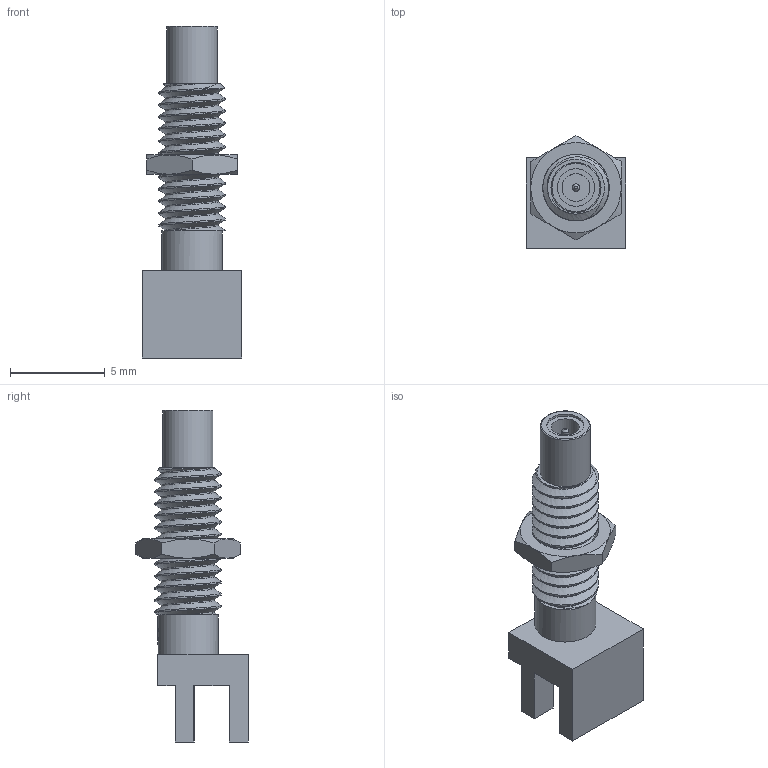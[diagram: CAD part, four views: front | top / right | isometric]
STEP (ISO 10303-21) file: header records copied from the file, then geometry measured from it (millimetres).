
FILE_DESCRIPTION (( 'STEP AP203' ), '1' );
FILE_NAME ('2467-000-G91P-010_3D.step', '2021-09-10T04:27:17', ( '' ), ( '' ), 'SwSTEP 2.0', 'SolidWorks 2021', '' );
FILE_SCHEMA (( 'CONFIG_CONTROL_DESIGN' ));
Length unit declared in the file: inch
Products named in the file (1): 2467-000-G91P-010_3D
Bounding box: 5.26 x 5.94 x 17.53 mm (x, y, z)
Volume: 164.9 mm3; surface area: 393.6 mm2
Topology: 2 solids, 2 shells, 67 faces, 149 edges, 92 vertices
Faces by surface type: plane 32, cone 16, cylinder 12, bspline 6, torus 1
Full cylindrical faces by diameter (mm): 0.381 x1, 0.66 x1, 1.473 x1, 1.981 x1, 2.032 x1, 2.642 x1, 3.2 x1
Entity records: 4189 total; most frequent: CARTESIAN_POINT 2780, ORIENTED_EDGE 272, DIRECTION 252, EDGE_CURVE 136, AXIS2_PLACEMENT_3D 103, VERTEX_POINT 89, EDGE_LOOP 85, FACE_OUTER_BOUND 75
